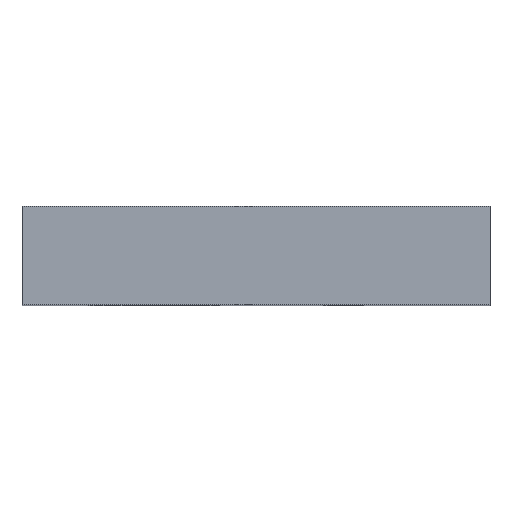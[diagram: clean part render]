
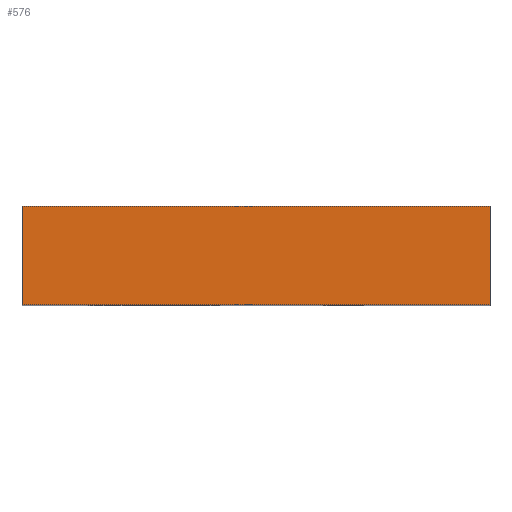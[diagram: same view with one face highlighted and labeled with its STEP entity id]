
A CAD part, top view. The second image highlights one B-rep face of the part: STEP entity #576.
In plain terms, the highlighted planar face has unit normal (0, 0, 1).
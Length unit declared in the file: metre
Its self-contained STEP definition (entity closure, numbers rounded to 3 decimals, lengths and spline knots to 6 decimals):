
#114=ORIENTED_EDGE('',*,*,#294,.F.);
#115=ORIENTED_EDGE('',*,*,#295,.F.);
#116=ORIENTED_EDGE('',*,*,#264,.T.);
#117=ORIENTED_EDGE('',*,*,#296,.T.);
#264=EDGE_CURVE('',#354,#355,#414,.T.);
#294=EDGE_CURVE('',#384,#385,#420,.T.);
#295=EDGE_CURVE('',#354,#384,#421,.T.);
#296=EDGE_CURVE('',#355,#385,#422,.T.);
#354=VERTEX_POINT('',#695);
#355=VERTEX_POINT('',#696);
#384=VERTEX_POINT('',#804);
#385=VERTEX_POINT('',#805);
#414=LINE('',#694,#456);
#420=LINE('',#803,#462);
#421=LINE('',#806,#463);
#422=LINE('',#807,#464);
#456=VECTOR('',#634,1.);
#462=VECTOR('',#642,1.);
#463=VECTOR('',#643,1.);
#464=VECTOR('',#644,1.);
#500=EDGE_LOOP('',(#114,#115,#116,#117));
#534=FACE_BOUND('',#500,.T.);
#567=PLANE('',#622);
#576=ADVANCED_FACE('',(#534),#567,.T.);
#622=AXIS2_PLACEMENT_3D('',#802,#640,#641);
#634=DIRECTION('',(1.,0.,0.));
#640=DIRECTION('',(0.,0.,1.));
#641=DIRECTION('',(1.,0.,0.));
#642=DIRECTION('',(1.,0.,0.));
#643=DIRECTION('',(0.,1.,0.));
#644=DIRECTION('',(0.,1.,0.));
#694=CARTESIAN_POINT('',(0.,-0.004,0.0095));
#695=CARTESIAN_POINT('',(-0.0095,-0.004,0.0095));
#696=CARTESIAN_POINT('',(0.0095,-0.004,0.0095));
#802=CARTESIAN_POINT('',(0.,-0.004,0.0095));
#803=CARTESIAN_POINT('',(0.,0.,0.0095));
#804=CARTESIAN_POINT('',(-0.0095,0.,0.0095));
#805=CARTESIAN_POINT('',(0.0095,0.,0.0095));
#806=CARTESIAN_POINT('',(-0.0095,-0.004,0.0095));
#807=CARTESIAN_POINT('',(0.0095,-0.004,0.0095));
